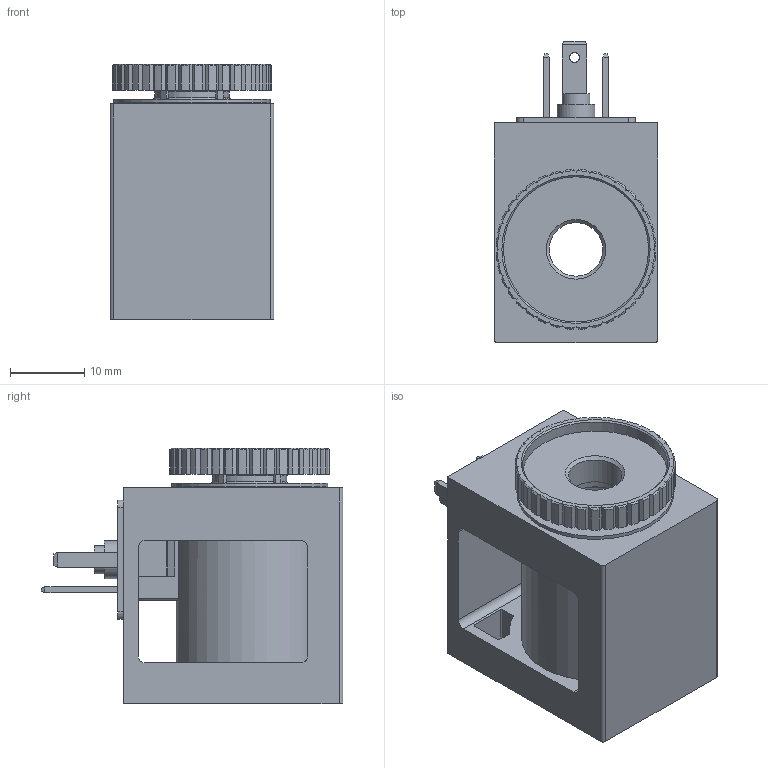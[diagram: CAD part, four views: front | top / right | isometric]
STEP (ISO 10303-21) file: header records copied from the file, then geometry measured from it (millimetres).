
FILE_DESCRIPTION(/* description */ ('STEP AP214'),/* implementation_level */ '2;1');
FILE_NAME(/* name */ '8030811_VACF-B-C1-1',/* time_stamp */ '2024-09-10T02:26:52+02:00',/* author */ ('License CC BY-ND 4.0'),/* organization */ ('CADENAS'),/* preprocessor_version */ 'ST-DEVELOPER v19.3',/* originating_system */ 'PARTsolutions',/* authorisation */ ' ');
FILE_SCHEMA (('AUTOMOTIVE_DESIGN {1 0 10303 214 3 1 1}'));
Length unit declared in the file: millimetre
Products named in the file (3): 8030811 VACF-B-C1-1; 8085305 VACF-B; 1878611 VACF-B
Assembly tree (2 placements, depth 2):
  8030811 VACF-B-C1-1
    8085305 VACF-B
    1878611 VACF-B
Bounding box: 22 x 40.5 x 34.35 mm (x, y, z)
Volume: 14660 mm3; surface area: 8214.8 mm2
Topology: 2 solids, 2 shells, 347 faces, 898 edges, 588 vertices
Faces by surface type: plane 186, cylinder 99, cone 40, torus 22
Full cylindrical faces by diameter (mm): 1.3 x1, 1.75 x16, 2.013 x1, 2.7 x1, 3.75 x1, 5.05 x1, 7.188 x1, 8.15 x1, 8.2 x1, 10 x1, 15.6 x2, 19.5 x1, 21 x1
Entity records: 11577 total; most frequent: CARTESIAN_POINT 2071, DIRECTION 1711, ORIENTED_EDGE 1690, EDGE_CURVE 845, AXIS2_PLACEMENT_3D 610, VERTEX_POINT 586, LINE 491, VECTOR 491
